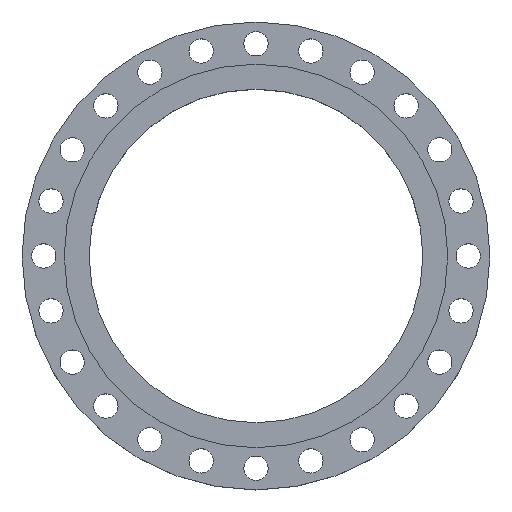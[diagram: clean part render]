
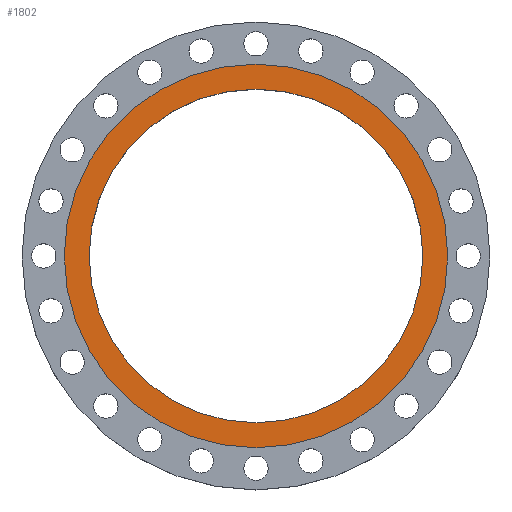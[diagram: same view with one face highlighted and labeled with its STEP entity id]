
A CAD part, top view. The second image highlights one B-rep face of the part: STEP entity #1802.
In plain terms, the highlighted planar face has unit normal (0, 0, 1).
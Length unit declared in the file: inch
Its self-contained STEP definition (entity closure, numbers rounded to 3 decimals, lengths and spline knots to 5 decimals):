
#27 = CARTESIAN_POINT ( 'NONE',  ( 16.3125, 0., 0. ) ) ;
#62 = CARTESIAN_POINT ( 'NONE',  ( 0., 16.3125, 0. ) ) ;
#74 = DIRECTION ( 'NONE',  ( 0., 0., 1. ) ) ;
#120 = VERTEX_POINT ( 'NONE', #1876 ) ;
#225 = DIRECTION ( 'NONE',  ( 1., 0., 0. ) ) ;
#347 = ORIENTED_EDGE ( 'NONE', *, *, #2185, .T. ) ;
#377 = EDGE_LOOP ( 'NONE', ( #2239, #1846 ) ) ;
#444 = FACE_BOUND ( 'NONE', #377, .T. ) ;
#471 = CARTESIAN_POINT ( 'NONE',  ( 0., 0., 0. ) ) ;
#479 = EDGE_CURVE ( 'NONE', #847, #120, #710, .T. ) ;
#585 = CARTESIAN_POINT ( 'NONE',  ( 0., 0., 0. ) ) ;
#598 = DIRECTION ( 'NONE',  ( -1., 0., 0. ) ) ;
#609 = AXIS2_PLACEMENT_3D ( 'NONE', #62, #2172, #598 ) ;
#621 = FACE_OUTER_BOUND ( 'NONE', #863, .T. ) ;
#703 = VERTEX_POINT ( 'NONE', #2035 ) ;
#710 = CIRCLE ( 'NONE', #2013, 16.3125 ) ;
#742 = CARTESIAN_POINT ( 'NONE',  ( 0., 0., 0. ) ) ;
#751 = CARTESIAN_POINT ( 'NONE',  ( 18.75, 0., 0. ) ) ;
#847 = VERTEX_POINT ( 'NONE', #27 ) ;
#863 = EDGE_LOOP ( 'NONE', ( #347, #1773 ) ) ;
#919 = VERTEX_POINT ( 'NONE', #751 ) ;
#932 = AXIS2_PLACEMENT_3D ( 'NONE', #742, #1113, #225 ) ;
#1085 = DIRECTION ( 'NONE',  ( 1., 0., 0. ) ) ;
#1102 = EDGE_CURVE ( 'NONE', #120, #847, #1550, .T. ) ;
#1113 = DIRECTION ( 'NONE',  ( 0., 0., 1. ) ) ;
#1167 = DIRECTION ( 'NONE',  ( 1., 0., 0. ) ) ;
#1317 = PLANE ( 'NONE',  #609 ) ;
#1361 = DIRECTION ( 'NONE',  ( 1., 0., 0. ) ) ;
#1400 = EDGE_CURVE ( 'NONE', #703, #919, #1657, .T. ) ;
#1407 = DIRECTION ( 'NONE',  ( 0., 0., 1. ) ) ;
#1450 = CIRCLE ( 'NONE', #1742, 18.75 ) ;
#1550 = CIRCLE ( 'NONE', #2151, 16.3125 ) ;
#1561 = CARTESIAN_POINT ( 'NONE',  ( 0., 0., 0. ) ) ;
#1651 = DIRECTION ( 'NONE',  ( 0., 0., 1. ) ) ;
#1657 = CIRCLE ( 'NONE', #932, 18.75 ) ;
#1742 = AXIS2_PLACEMENT_3D ( 'NONE', #1561, #1407, #1361 ) ;
#1773 = ORIENTED_EDGE ( 'NONE', *, *, #1400, .T. ) ;
#1802 = ADVANCED_FACE ( 'NONE', ( #444, #621 ), #1317, .F. ) ;
#1846 = ORIENTED_EDGE ( 'NONE', *, *, #1102, .F. ) ;
#1876 = CARTESIAN_POINT ( 'NONE',  ( -16.3125, 0., 0. ) ) ;
#2013 = AXIS2_PLACEMENT_3D ( 'NONE', #585, #74, #1085 ) ;
#2035 = CARTESIAN_POINT ( 'NONE',  ( -18.75, 0., 0. ) ) ;
#2151 = AXIS2_PLACEMENT_3D ( 'NONE', #471, #1651, #1167 ) ;
#2172 = DIRECTION ( 'NONE',  ( 0., 0., -1. ) ) ;
#2185 = EDGE_CURVE ( 'NONE', #919, #703, #1450, .T. ) ;
#2239 = ORIENTED_EDGE ( 'NONE', *, *, #479, .F. ) ;
